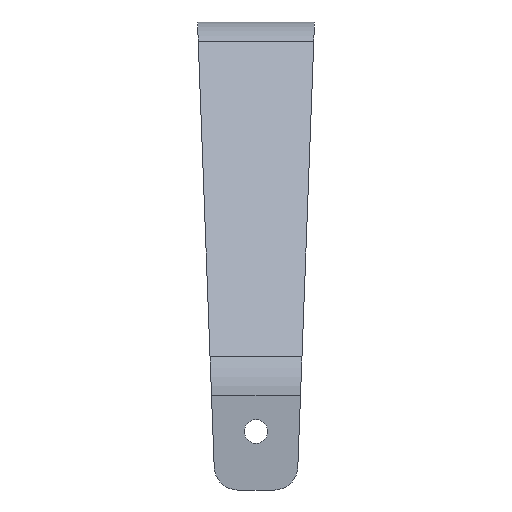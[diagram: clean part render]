
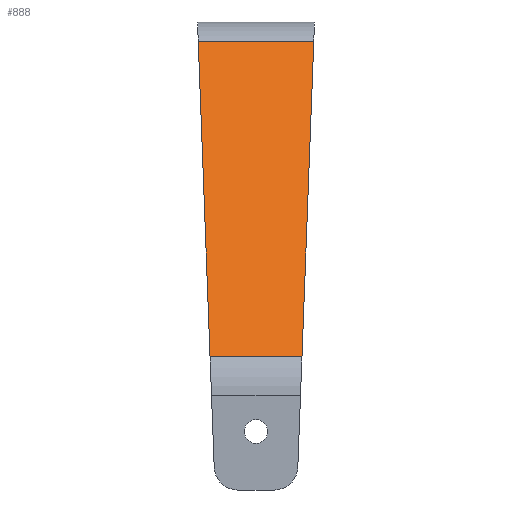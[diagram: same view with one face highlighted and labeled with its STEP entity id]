
A CAD part, front view. The second image highlights one B-rep face of the part: STEP entity #888.
In plain terms, the highlighted planar face has unit normal (0, -0.743, 0.669).
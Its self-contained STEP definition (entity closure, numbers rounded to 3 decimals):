
#834=CARTESIAN_POINT('Vertex',(-19.642,-268.582,-142.869)) ;
#843=CARTESIAN_POINT('Vertex',(19.642,-268.582,-142.869)) ;
#846=CARTESIAN_POINT('Line Origine',(0.,-268.582,-142.869)) ;
#858=CARTESIAN_POINT('Axis2P3D Location',(0.,-147.448,-8.276)) ;
#863=CARTESIAN_POINT('Line Origine',(-22.166,-208.015,-75.573)) ;
#867=CARTESIAN_POINT('Vertex',(-24.69,-147.448,-8.276)) ;
#870=CARTESIAN_POINT('Line Origine',(22.166,-208.015,-75.573)) ;
#874=CARTESIAN_POINT('Vertex',(24.69,-147.448,-8.276)) ;
#877=CARTESIAN_POINT('Line Origine',(0.,-147.448,-8.276)) ;
#848=VECTOR('Line Direction',#847,1.) ;
#865=VECTOR('Line Direction',#864,1.) ;
#872=VECTOR('Line Direction',#871,1.) ;
#879=VECTOR('Line Direction',#878,1.) ;
#847=DIRECTION('Vector Direction',(-1.,0.,0.)) ;
#859=DIRECTION('Axis2P3D Direction',(0.,-0.743,0.669)) ;
#860=DIRECTION('Axis2P3D XDirection',(0.,-0.669,-0.743)) ;
#864=DIRECTION('Vector Direction',(0.028,-0.669,-0.743)) ;
#871=DIRECTION('Vector Direction',(-0.028,-0.669,-0.743)) ;
#878=DIRECTION('Vector Direction',(1.,0.,0.)) ;
#861=AXIS2_PLACEMENT_3D('Plane Axis2P3D',#858,#859,#860) ;
#849=LINE('Line',#846,#848) ;
#866=LINE('Line',#863,#865) ;
#873=LINE('Line',#870,#872) ;
#880=LINE('Line',#877,#879) ;
#862=PLANE('',#861) ;
#850=EDGE_CURVE('',#835,#844,#849,.F.) ;
#869=EDGE_CURVE('',#868,#835,#866,.T.) ;
#876=EDGE_CURVE('',#875,#844,#873,.T.) ;
#881=EDGE_CURVE('',#868,#875,#880,.T.) ;
#883=ORIENTED_EDGE('',*,*,#869,.T.) ;
#884=ORIENTED_EDGE('',*,*,#850,.T.) ;
#885=ORIENTED_EDGE('',*,*,#876,.F.) ;
#886=ORIENTED_EDGE('',*,*,#881,.F.) ;
#882=EDGE_LOOP('',(#883,#884,#885,#886)) ;
#835=VERTEX_POINT('',#834) ;
#844=VERTEX_POINT('',#843) ;
#868=VERTEX_POINT('',#867) ;
#875=VERTEX_POINT('',#874) ;
#888=ADVANCED_FACE('PartBody',(#887),#862,.T.) ;
#887=FACE_OUTER_BOUND('',#882,.T.) ;
